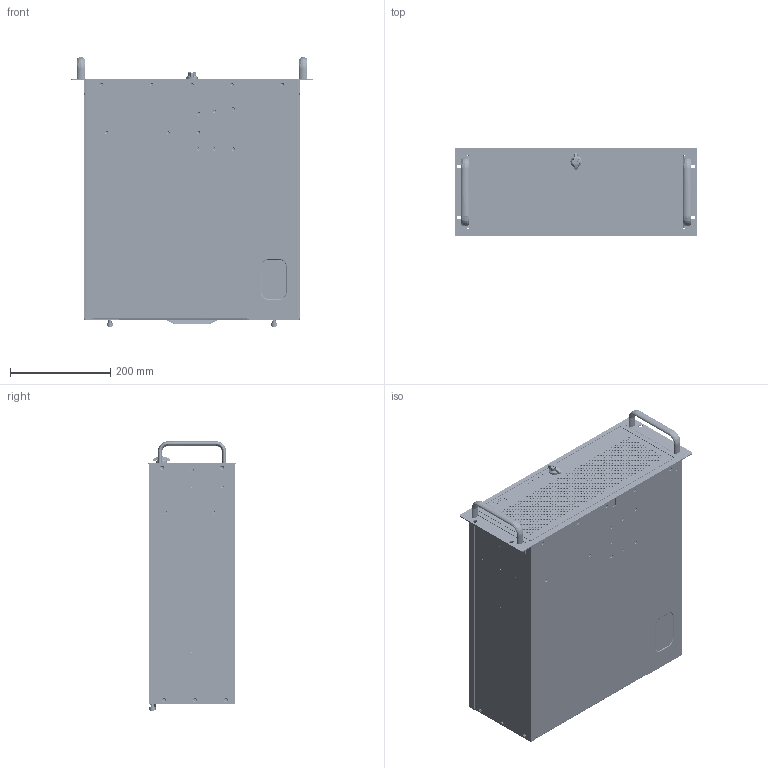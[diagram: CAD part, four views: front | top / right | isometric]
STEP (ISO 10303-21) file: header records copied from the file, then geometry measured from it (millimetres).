
FILE_DESCRIPTION (( 'STEP AP203' ), '1' );
FILE_NAME ('ACP-4340.STEP', '2017-11-01T03:16:58', ( 'ITD.MIS' ), ( '' ), 'SwSTEP 2.0', 'SolidWorks 2016', '' );
FILE_SCHEMA (( 'CONFIG_CONTROL_DESIGN' ));
Products named in the file (1): ACP-4340
Bounding box: 482 x 177 x 536.08 mm (x, y, z)
Surface area: 1526486 mm2 (no closed solid volume)
Topology: 0 solids, 4 shells, 4669 faces, 13180 edges, 8643 vertices
Faces by surface type: cylinder 3338, plane 992, bspline 201, cone 127, torus 11
Entity records: 188588 total; most frequent: CARTESIAN_POINT 57561, DIRECTION 28470, ORIENTED_EDGE 26262, EDGE_CURVE 13166, AXIS2_PLACEMENT_3D 11324, VERTEX_POINT 8643, EDGE_LOOP 7511, CIRCLE 6855
